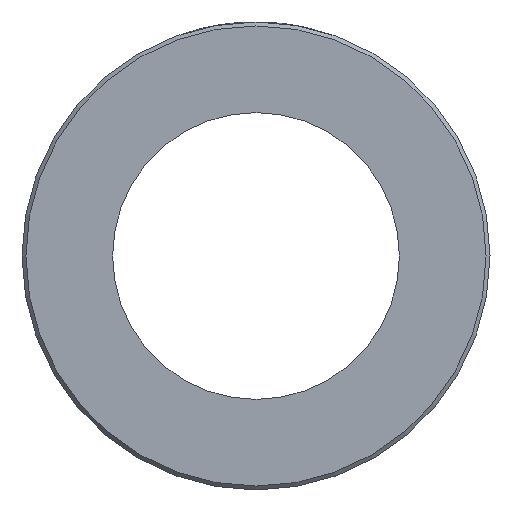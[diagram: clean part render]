
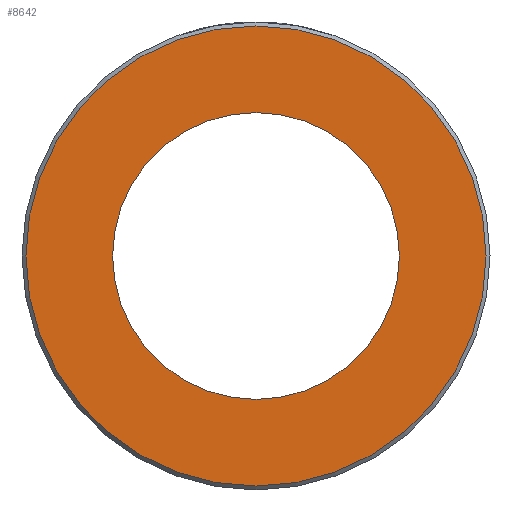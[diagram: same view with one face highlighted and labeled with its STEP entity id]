
A CAD part, left-side view. The second image highlights one B-rep face of the part: STEP entity #8642.
In plain terms, the highlighted planar face has unit normal (-1, 0, 0).
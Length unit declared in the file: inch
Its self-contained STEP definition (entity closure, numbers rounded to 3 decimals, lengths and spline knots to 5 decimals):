
#8558=CARTESIAN_POINT('',(0.0,-0.547,0.0));
#8559=VERTEX_POINT('',#8558);
#8560=CARTESIAN_POINT('',(0.0,0.0,0.0));
#8561=DIRECTION('',(1.0,0.0,0.0));
#8562=DIRECTION('',(0.0,-1.0,0.0));
#8563=AXIS2_PLACEMENT_3D('',#8560,#8561,#8562);
#8564=CIRCLE('',#8563,0.547);
#8565=EDGE_CURVE('',#8559,#8559,#8564,.T.);
#8619=CARTESIAN_POINT('',(0.0,0.8775,0.));
#8620=VERTEX_POINT('',#8619);
#8621=CARTESIAN_POINT('',(0.0,0.0,0.0));
#8622=DIRECTION('',(1.0,0.0,0.0));
#8623=DIRECTION('',(0.0,-1.0,0.0));
#8624=AXIS2_PLACEMENT_3D('',#8621,#8622,#8623);
#8625=CIRCLE('',#8624,0.8775);
#8626=EDGE_CURVE('',#8620,#8620,#8625,.T.);
#8631=CARTESIAN_POINT('',(0.0,0.0,0.0));
#8632=DIRECTION('',(-1.0,0.0,0.0));
#8633=DIRECTION('',(0.0,0.0,1.0));
#8634=AXIS2_PLACEMENT_3D('',#8631,#8632,#8633);
#8635=PLANE('',#8634);
#8636=ORIENTED_EDGE('',*,*,#8626,.F.);
#8637=EDGE_LOOP('',(#8636));
#8638=FACE_OUTER_BOUND('',#8637,.T.);
#8639=ORIENTED_EDGE('',*,*,#8565,.T.);
#8640=EDGE_LOOP('',(#8639));
#8641=FACE_BOUND('',#8640,.T.);
#8642=ADVANCED_FACE('',(#8638,#8641),#8635,.T.);
